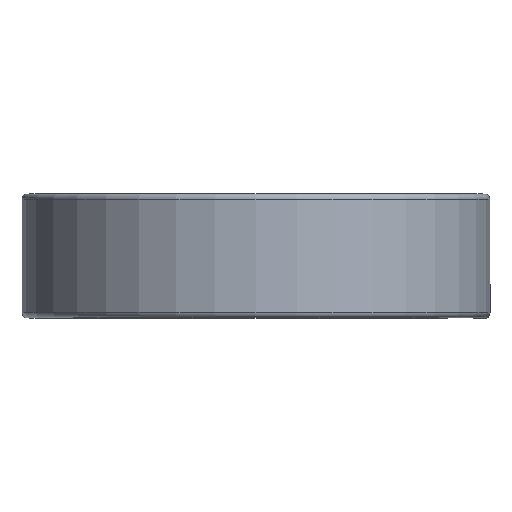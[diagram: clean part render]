
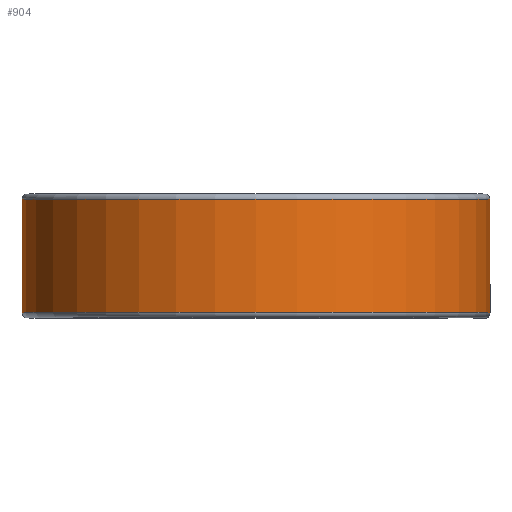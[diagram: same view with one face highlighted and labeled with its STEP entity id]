
A CAD part, top view. The second image highlights one B-rep face of the part: STEP entity #904.
In plain terms, the highlighted cylindrical face has radius 32.969 mm (diameter 65.938 mm), a partial arc.
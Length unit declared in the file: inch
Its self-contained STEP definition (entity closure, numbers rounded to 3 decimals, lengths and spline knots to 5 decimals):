
#26 = EDGE_CURVE ( 'NONE', #527, #822, #1950, .T. ) ;
#65 = DIRECTION ( 'NONE',  ( 0., 1., 0. ) ) ;
#105 = CYLINDRICAL_SURFACE ( 'NONE', #1147, 1.298 ) ;
#194 = DIRECTION ( 'NONE',  ( 0., 0., -1. ) ) ;
#385 = LINE ( 'NONE', #2350, #1837 ) ;
#444 = CARTESIAN_POINT ( 'NONE',  ( 0., 0.3125, 0. ) ) ;
#527 = VERTEX_POINT ( 'NONE', #575 ) ;
#575 = CARTESIAN_POINT ( 'NONE',  ( 1.298, 0.31375, 0. ) ) ;
#639 = VERTEX_POINT ( 'NONE', #1230 ) ;
#640 = CARTESIAN_POINT ( 'NONE',  ( 1.298, 0.31375, 0. ) ) ;
#652 = EDGE_CURVE ( 'NONE', #639, #2239, #1586, .T. ) ;
#733 = DIRECTION ( 'NONE',  ( 0., 0., -1. ) ) ;
#757 = DIRECTION ( 'NONE',  ( 0., -1., 0. ) ) ;
#768 = CARTESIAN_POINT ( 'NONE',  ( 0., 0.31375, 0. ) ) ;
#822 = VERTEX_POINT ( 'NONE', #1760 ) ;
#833 = DIRECTION ( 'NONE',  ( 0., -1., 0. ) ) ;
#835 = LINE ( 'NONE', #640, #1347 ) ;
#876 = FACE_OUTER_BOUND ( 'NONE', #2283, .T. ) ;
#904 = ADVANCED_FACE ( 'NONE', ( #876 ), #105, .T. ) ;
#950 = ORIENTED_EDGE ( 'NONE', *, *, #652, .F. ) ;
#951 = ORIENTED_EDGE ( 'NONE', *, *, #1463, .F. ) ;
#1147 = AXIS2_PLACEMENT_3D ( 'NONE', #444, #833, #194 ) ;
#1230 = CARTESIAN_POINT ( 'NONE',  ( 1.298, -0.31375, 0. ) ) ;
#1271 = CARTESIAN_POINT ( 'NONE',  ( 0., -0.31375, 0. ) ) ;
#1281 = DIRECTION ( 'NONE',  ( 0., -1., 0. ) ) ;
#1289 = DIRECTION ( 'NONE',  ( 0., 0., -1. ) ) ;
#1347 = VECTOR ( 'NONE', #1765, 39.37008 ) ;
#1463 = EDGE_CURVE ( 'NONE', #2239, #822, #385, .T. ) ;
#1481 = ORIENTED_EDGE ( 'NONE', *, *, #1880, .T. ) ;
#1586 = CIRCLE ( 'NONE', #1987, 1.298 ) ;
#1760 = CARTESIAN_POINT ( 'NONE',  ( 0., 0.31375, -1.298 ) ) ;
#1765 = DIRECTION ( 'NONE',  ( 0., 1., 0. ) ) ;
#1837 = VECTOR ( 'NONE', #65, 39.37008 ) ;
#1871 = CARTESIAN_POINT ( 'NONE',  ( 0., -0.31375, -1.298 ) ) ;
#1880 = EDGE_CURVE ( 'NONE', #639, #527, #835, .T. ) ;
#1950 = CIRCLE ( 'NONE', #2290, 1.298 ) ;
#1987 = AXIS2_PLACEMENT_3D ( 'NONE', #1271, #1281, #1289 ) ;
#2239 = VERTEX_POINT ( 'NONE', #1871 ) ;
#2283 = EDGE_LOOP ( 'NONE', ( #1481, #2434, #951, #950 ) ) ;
#2290 = AXIS2_PLACEMENT_3D ( 'NONE', #768, #757, #733 ) ;
#2350 = CARTESIAN_POINT ( 'NONE',  ( 0., 0.31375, -1.298 ) ) ;
#2434 = ORIENTED_EDGE ( 'NONE', *, *, #26, .T. ) ;
